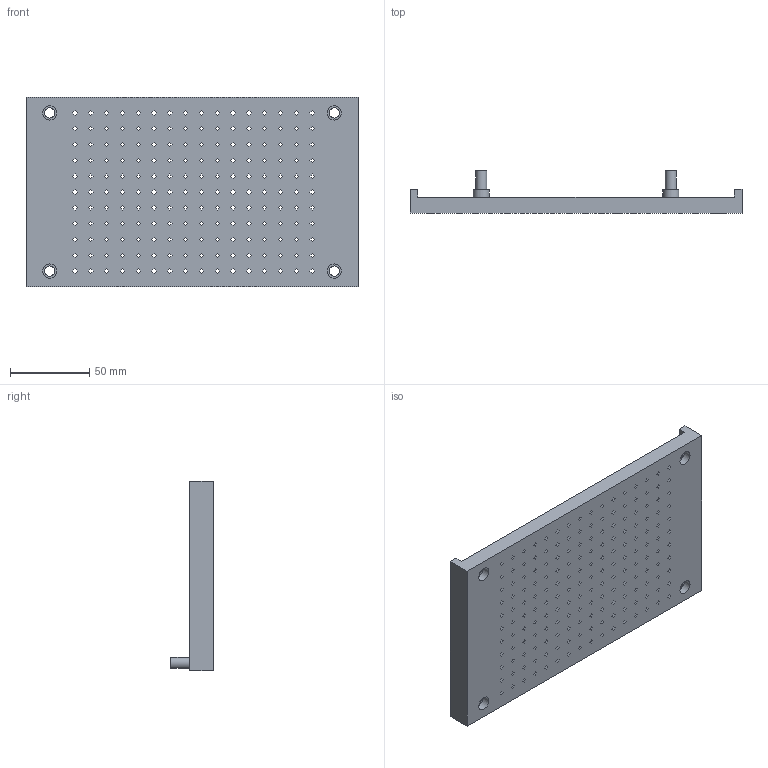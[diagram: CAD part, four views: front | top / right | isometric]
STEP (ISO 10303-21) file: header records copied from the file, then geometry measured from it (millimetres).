
FILE_DESCRIPTION(('FreeCAD Model'),'2;1');
FILE_NAME('Open CASCADE Shape Model','2025-03-14T01:01:54',(''),(''), 'Open CASCADE STEP processor 7.8','FreeCAD','Unknown');
FILE_SCHEMA(('AUTOMOTIVE_DESIGN { 1 0 10303 214 1 1 1 1 }'));
Length unit declared in the file: millimetre
Products named in the file (1): MoldCross
Bounding box: 210 x 27 x 120 mm (x, y, z)
Volume: 250753.3 mm3; surface area: 73724.2 mm2
Topology: 1 solids, 1 shells, 734 faces, 2178 edges, 1451 vertices
Faces by surface type: plane 722, cylinder 12
Full cylindrical faces by diameter (mm): 6.4 x4, 7 x2, 9 x4, 10 x2
Entity records: 53086 total; most frequent: CARTESIAN_POINT 8713, DIRECTION 8024, LINE 6476, VECTOR 6476, ORIENTED_EDGE 4352, PCURVE 4352, DEFINITIONAL_REPRESENTATION 4352, EDGE_CURVE 2176
